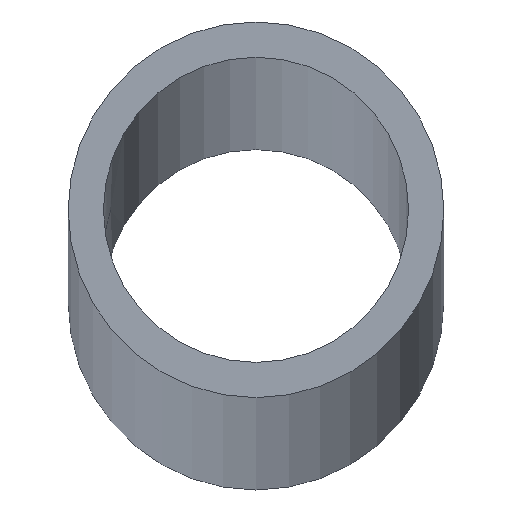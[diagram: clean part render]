
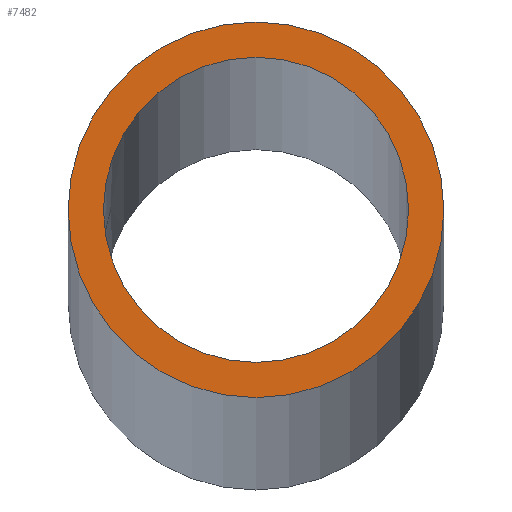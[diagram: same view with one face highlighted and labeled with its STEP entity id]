
A CAD part, top view. The second image highlights one B-rep face of the part: STEP entity #7482.
In plain terms, the highlighted planar face has unit normal (0, 0, 1).
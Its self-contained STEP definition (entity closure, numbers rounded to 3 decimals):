
#268 = AXIS2_PLACEMENT_3D ( 'NONE', #12284, #6885, #12438 ) ;
#536 = EDGE_CURVE ( 'NONE', #8267, #8267, #7072, .T. ) ;
#2273 = FACE_OUTER_BOUND ( 'NONE', #12486, .T. ) ;
#3041 = ORIENTED_EDGE ( 'NONE', *, *, #536, .F. ) ;
#3433 = CARTESIAN_POINT ( 'NONE',  ( 0., 0., 1500. ) ) ;
#3712 = EDGE_LOOP ( 'NONE', ( #3041 ) ) ;
#4932 = CARTESIAN_POINT ( 'NONE',  ( 8.65, 0., 1500. ) ) ;
#5446 = VERTEX_POINT ( 'NONE', #6095 ) ;
#6095 = CARTESIAN_POINT ( 'NONE',  ( 10.65, 0., 1500. ) ) ;
#6172 = DIRECTION ( 'NONE',  ( 1., 0., 0. ) ) ;
#6545 = ORIENTED_EDGE ( 'NONE', *, *, #10873, .T. ) ;
#6885 = DIRECTION ( 'NONE',  ( 0., 0., 1. ) ) ;
#7072 = CIRCLE ( 'NONE', #14128, 8.65 ) ;
#7133 = CARTESIAN_POINT ( 'NONE',  ( 0., 0., 1500. ) ) ;
#7482 = ADVANCED_FACE ( 'NONE', ( #2273, #10241 ), #13813, .T. ) ;
#8267 = VERTEX_POINT ( 'NONE', #4932 ) ;
#9999 = DIRECTION ( 'NONE',  ( 1., 0., 0. ) ) ;
#10241 = FACE_BOUND ( 'NONE', #3712, .T. ) ;
#10873 = EDGE_CURVE ( 'NONE', #5446, #5446, #12608, .T. ) ;
#11226 = DIRECTION ( 'NONE',  ( 0., 0., 1. ) ) ;
#12284 = CARTESIAN_POINT ( 'NONE',  ( 0., 0., 1500. ) ) ;
#12438 = DIRECTION ( 'NONE',  ( 1., 0., 0. ) ) ;
#12486 = EDGE_LOOP ( 'NONE', ( #6545 ) ) ;
#12608 = CIRCLE ( 'NONE', #268, 10.65 ) ;
#13253 = AXIS2_PLACEMENT_3D ( 'NONE', #7133, #13716, #6172 ) ;
#13716 = DIRECTION ( 'NONE',  ( 0., 0., 1. ) ) ;
#13813 = PLANE ( 'NONE',  #13253 ) ;
#14128 = AXIS2_PLACEMENT_3D ( 'NONE', #3433, #11226, #9999 ) ;
